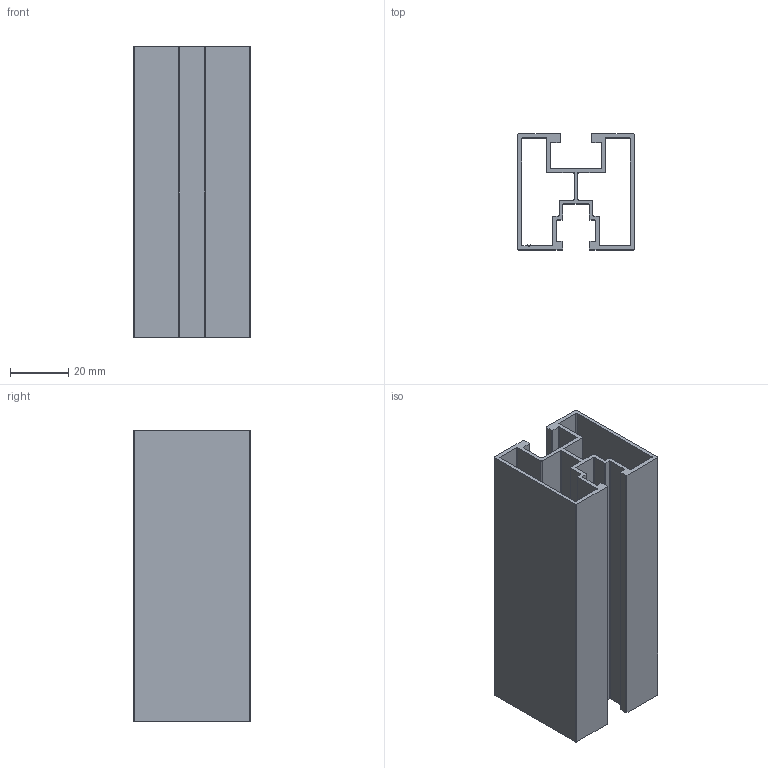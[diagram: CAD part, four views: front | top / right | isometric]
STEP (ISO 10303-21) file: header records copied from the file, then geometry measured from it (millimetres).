
FILE_DESCRIPTION(/* description */ ('Profil univerzální'),/* implementation_level */ '2;1');
FILE_NAME(/* name */ '90337.stp',/* time_stamp */ '2023-06-21T15:11:11+02:00',/* author */ (''),/* organization */ ('Alutec K&K'),/* preprocessor_version */ 'ST-DEVELOPER v18.1',/* originating_system */ 'Autodesk Inventor 2021',/* authorisation */ '');
FILE_SCHEMA (('AUTOMOTIVE_DESIGN { 1 0 10303 214 3 1 1 }'));
Length unit declared in the file: millimetre
Products named in the file (1): 90337
Bounding box: 40 x 40 x 100 mm (x, y, z)
Volume: 32750.3 mm3; surface area: 45960.2 mm2
Topology: 1 solids, 1 shells, 96 faces, 376 edges, 376 vertices
Faces by surface type: cylinder 49, plane 47
Entity records: 3904 total; most frequent: CARTESIAN_POINT 804, DIRECTION 672, ORIENTED_EDGE 564, EDGE_CURVE 282, AXIS2_PLACEMENT_3D 244, VERTEX_POINT 188, LINE 184, VECTOR 184
